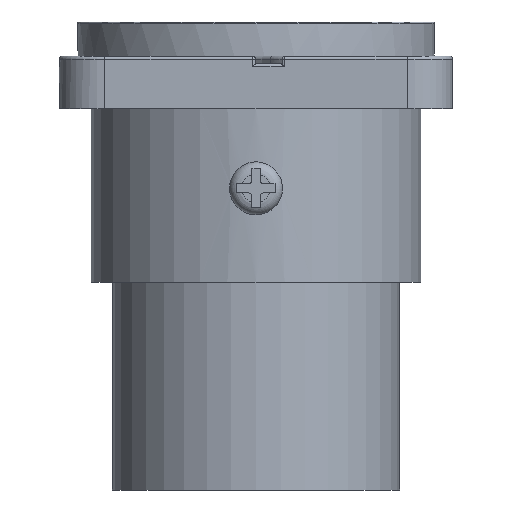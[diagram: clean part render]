
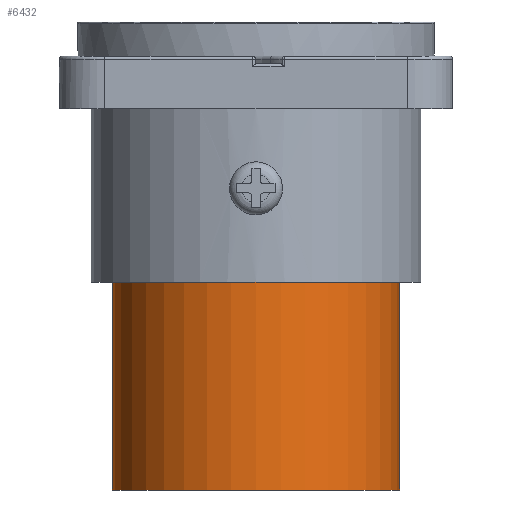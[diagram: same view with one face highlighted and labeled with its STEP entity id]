
A CAD part, front view. The second image highlights one B-rep face of the part: STEP entity #6432.
In plain terms, the highlighted cylindrical face has radius 9.5 mm (diameter 19 mm), a full revolution.
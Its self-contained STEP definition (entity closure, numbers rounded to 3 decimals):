
#544=LINE('',#8658,#1108);
#1108=VECTOR('',#7292,9.15);
#1908=CYLINDRICAL_SURFACE('',#6840,9.5);
#1973=FACE_OUTER_BOUND('',#2348,.T.);
#2348=EDGE_LOOP('',(#4533,#4534,#4535,#4536));
#2753=CIRCLE('',#6841,9.5);
#2754=CIRCLE('',#6842,9.5);
#2903=VERTEX_POINT('',#8655);
#2904=VERTEX_POINT('',#8657);
#3544=EDGE_CURVE('',#2903,#2903,#2753,.F.);
#3545=EDGE_CURVE('',#2903,#2904,#544,.T.);
#3546=EDGE_CURVE('',#2904,#2904,#2754,.T.);
#4533=ORIENTED_EDGE('',*,*,#3544,.F.);
#4534=ORIENTED_EDGE('',*,*,#3545,.T.);
#4535=ORIENTED_EDGE('',*,*,#3546,.F.);
#4536=ORIENTED_EDGE('',*,*,#3545,.F.);
#6432=ADVANCED_FACE('',(#1973),#1908,.T.);
#6840=AXIS2_PLACEMENT_3D('',#8654,#7288,#7289);
#6841=AXIS2_PLACEMENT_3D('',#8656,#7290,#7291);
#6842=AXIS2_PLACEMENT_3D('',#8659,#7293,#7294);
#7288=DIRECTION('center_axis',(0.,0.,1.));
#7289=DIRECTION('ref_axis',(1.,0.,0.));
#7290=DIRECTION('center_axis',(0.,0.,-1.));
#7291=DIRECTION('ref_axis',(1.,0.,0.));
#7292=DIRECTION('',(0.,0.,-1.));
#7293=DIRECTION('center_axis',(0.,0.,-1.));
#7294=DIRECTION('ref_axis',(1.,0.,0.));
#8654=CARTESIAN_POINT('Origin',(27.75,24.7,-27.6));
#8655=CARTESIAN_POINT('',(18.25,24.7,-12.75));
#8656=CARTESIAN_POINT('Origin',(27.75,24.7,-12.75));
#8657=CARTESIAN_POINT('',(18.25,24.7,-26.5));
#8658=CARTESIAN_POINT('',(18.25,24.7,-27.6));
#8659=CARTESIAN_POINT('Origin',(27.75,24.7,-26.5));
